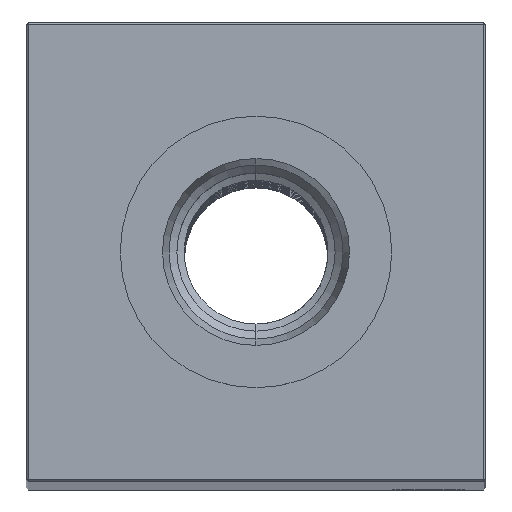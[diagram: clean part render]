
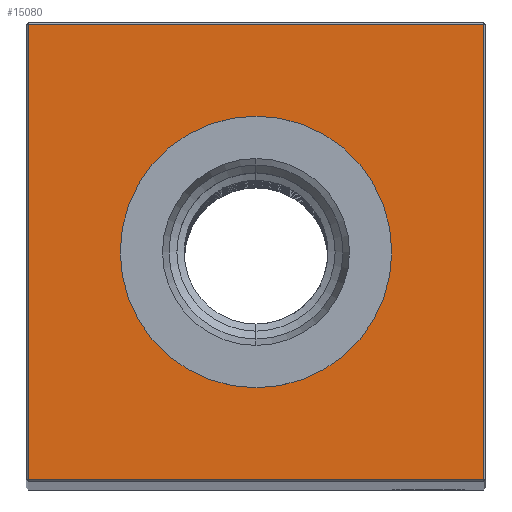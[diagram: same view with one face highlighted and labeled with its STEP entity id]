
A CAD part, top view. The second image highlights one B-rep face of the part: STEP entity #15080.
In plain terms, the highlighted planar face has unit normal (0, 0, 1).
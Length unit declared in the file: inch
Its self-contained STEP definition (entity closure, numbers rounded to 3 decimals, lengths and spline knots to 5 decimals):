
#21 = DIRECTION ( 'NONE',  ( 0., 0., -1. ) ) ;
#134 = CIRCLE ( 'NONE', #28608, 0.59055 ) ;
#294 = VERTEX_POINT ( 'NONE', #11578 ) ;
#1244 = CARTESIAN_POINT ( 'NONE',  ( -0.99, 0., 20.25 ) ) ;
#2866 = EDGE_CURVE ( 'NONE', #294, #4112, #32271, .T. ) ;
#3168 = ORIENTED_EDGE ( 'NONE', *, *, #5777, .T. ) ;
#4112 = VERTEX_POINT ( 'NONE', #7334 ) ;
#5777 = EDGE_CURVE ( 'NONE', #24721, #294, #27982, .T. ) ;
#5849 = CARTESIAN_POINT ( 'NONE',  ( 0.99, -0.99, 20.25 ) ) ;
#6811 = EDGE_CURVE ( 'NONE', #14879, #18238, #134, .T. ) ;
#7334 = CARTESIAN_POINT ( 'NONE',  ( -0.99, -0.99, 20.25 ) ) ;
#7926 = AXIS2_PLACEMENT_3D ( 'NONE', #13957, #21, #36649 ) ;
#8225 = CARTESIAN_POINT ( 'NONE',  ( 0., 0., 20.25 ) ) ;
#8773 = PLANE ( 'NONE',  #18546 ) ;
#9100 = ORIENTED_EDGE ( 'NONE', *, *, #26642, .T. ) ;
#9210 = DIRECTION ( 'NONE',  ( 0., 0., -1. ) ) ;
#9295 = DIRECTION ( 'NONE',  ( 1., 0., 0. ) ) ;
#10396 = CARTESIAN_POINT ( 'NONE',  ( 0.99, 0.99, 20.25 ) ) ;
#11578 = CARTESIAN_POINT ( 'NONE',  ( -0.99, 0.99, 20.25 ) ) ;
#12894 = VECTOR ( 'NONE', #35438, 39.37008 ) ;
#13957 = CARTESIAN_POINT ( 'NONE',  ( 0., 0., 20.25 ) ) ;
#13992 = LINE ( 'NONE', #33692, #15223 ) ;
#14879 = VERTEX_POINT ( 'NONE', #18083 ) ;
#14938 = VECTOR ( 'NONE', #19809, 39.37008 ) ;
#15080 = ADVANCED_FACE ( 'NONE', ( #16771, #28462 ), #8773, .F. ) ;
#15223 = VECTOR ( 'NONE', #36680, 39.37008 ) ;
#16771 = FACE_OUTER_BOUND ( 'NONE', #23544, .T. ) ;
#17209 = CARTESIAN_POINT ( 'NONE',  ( 0., 0.99, 20.25 ) ) ;
#17849 = CARTESIAN_POINT ( 'NONE',  ( 0., -0.99, 20.25 ) ) ;
#18083 = CARTESIAN_POINT ( 'NONE',  ( 0., 0.59055, 20.25 ) ) ;
#18238 = VERTEX_POINT ( 'NONE', #19514 ) ;
#18546 = AXIS2_PLACEMENT_3D ( 'NONE', #8225, #19930, #34228 ) ;
#18983 = EDGE_LOOP ( 'NONE', ( #22764, #22885 ) ) ;
#19514 = CARTESIAN_POINT ( 'NONE',  ( 0., -0.59055, 20.25 ) ) ;
#19809 = DIRECTION ( 'NONE',  ( -1., 0., 0. ) ) ;
#19930 = DIRECTION ( 'NONE',  ( 0., 0., -1. ) ) ;
#20554 = CARTESIAN_POINT ( 'NONE',  ( 0., 0., 20.25 ) ) ;
#22764 = ORIENTED_EDGE ( 'NONE', *, *, #6811, .T. ) ;
#22885 = ORIENTED_EDGE ( 'NONE', *, *, #27833, .T. ) ;
#23544 = EDGE_LOOP ( 'NONE', ( #29718, #28835, #9100, #3168 ) ) ;
#24721 = VERTEX_POINT ( 'NONE', #10396 ) ;
#25802 = VECTOR ( 'NONE', #9295, 39.37008 ) ;
#25856 = LINE ( 'NONE', #17849, #25802 ) ;
#26642 = EDGE_CURVE ( 'NONE', #31120, #24721, #13992, .T. ) ;
#27833 = EDGE_CURVE ( 'NONE', #18238, #14879, #33428, .T. ) ;
#27959 = EDGE_CURVE ( 'NONE', #4112, #31120, #25856, .T. ) ;
#27982 = LINE ( 'NONE', #17209, #14938 ) ;
#28462 = FACE_BOUND ( 'NONE', #18983, .T. ) ;
#28608 = AXIS2_PLACEMENT_3D ( 'NONE', #20554, #9210, #34849 ) ;
#28835 = ORIENTED_EDGE ( 'NONE', *, *, #27959, .T. ) ;
#29718 = ORIENTED_EDGE ( 'NONE', *, *, #2866, .T. ) ;
#31120 = VERTEX_POINT ( 'NONE', #5849 ) ;
#32271 = LINE ( 'NONE', #1244, #12894 ) ;
#33428 = CIRCLE ( 'NONE', #7926, 0.59055 ) ;
#33692 = CARTESIAN_POINT ( 'NONE',  ( 0.99, 0., 20.25 ) ) ;
#34228 = DIRECTION ( 'NONE',  ( -1., 0., 0. ) ) ;
#34849 = DIRECTION ( 'NONE',  ( -1., 0., 0. ) ) ;
#35438 = DIRECTION ( 'NONE',  ( 0., -1., 0. ) ) ;
#36649 = DIRECTION ( 'NONE',  ( -1., 0., 0. ) ) ;
#36680 = DIRECTION ( 'NONE',  ( 0., 1., 0. ) ) ;
